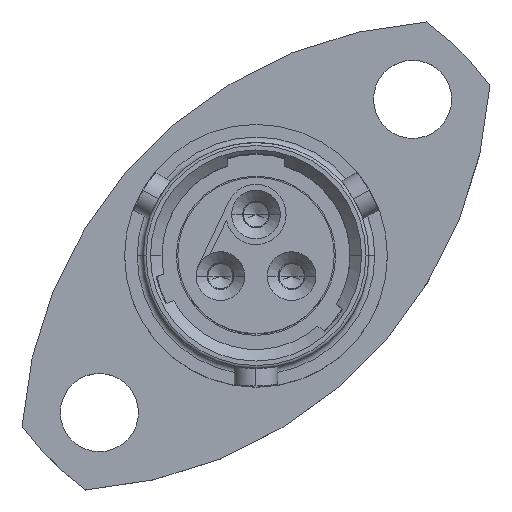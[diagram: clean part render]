
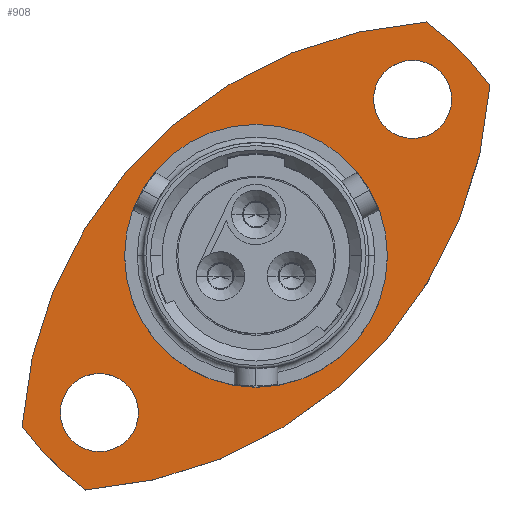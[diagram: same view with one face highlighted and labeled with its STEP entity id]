
A CAD part, top view. The second image highlights one B-rep face of the part: STEP entity #908.
In plain terms, the highlighted planar face has unit normal (0, 0, 1).
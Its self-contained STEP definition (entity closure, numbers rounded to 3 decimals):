
#908 = ADVANCED_FACE ( 'NONE', ( #132295, #102709, #17676, #73212 ), #84449, .T. ) ;
#1211 = AXIS2_PLACEMENT_3D ( 'NONE', #22501, #100093, #33691 ) ;
#4453 = CARTESIAN_POINT ( 'NONE',  ( -4.537, 0., 9.2 ) ) ;
#9482 = ORIENTED_EDGE ( 'NONE', *, *, #114620, .F. ) ;
#10346 = AXIS2_PLACEMENT_3D ( 'NONE', #14860, #92512, #26048 ) ;
#13443 = EDGE_CURVE ( 'NONE', #138696, #120366, #72102, .T. ) ;
#13854 = VERTEX_POINT ( 'NONE', #47566 ) ;
#14860 = CARTESIAN_POINT ( 'NONE',  ( 0., 0., 9.2 ) ) ;
#15848 = VERTEX_POINT ( 'NONE', #43826 ) ;
#17676 = FACE_OUTER_BOUND ( 'NONE', #20483, .T. ) ;
#17962 = CARTESIAN_POINT ( 'NONE',  ( 0., 10., 9.2 ) ) ;
#19458 = AXIS2_PLACEMENT_3D ( 'NONE', #19512, #97135, #30671 ) ;
#19512 = CARTESIAN_POINT ( 'NONE',  ( 0., 0., 9.2 ) ) ;
#20483 = EDGE_LOOP ( 'NONE', ( #57676, #85576, #132251, #123170 ) ) ;
#21215 = EDGE_LOOP ( 'NONE', ( #110653, #51842 ) ) ;
#22501 = CARTESIAN_POINT ( 'NONE',  ( -5.409, -5.409, 9.2 ) ) ;
#23002 = DIRECTION ( 'NONE',  ( 0., 0., 1. ) ) ;
#25750 = DIRECTION ( 'NONE',  ( 0., 0., -1. ) ) ;
#26048 = DIRECTION ( 'NONE',  ( -1., 0., 0. ) ) ;
#26803 = VERTEX_POINT ( 'NONE', #4453 ) ;
#29133 = DIRECTION ( 'NONE',  ( 1., 0., 0. ) ) ;
#29904 = CIRCLE ( 'NONE', #65600, 4.537 ) ;
#30671 = DIRECTION ( 'NONE',  ( -1., 0., 0. ) ) ;
#33510 = CARTESIAN_POINT ( 'NONE',  ( 5.409, 5.409, 9.2 ) ) ;
#33691 = DIRECTION ( 'NONE',  ( 1., 0., 0. ) ) ;
#33971 = CARTESIAN_POINT ( 'NONE',  ( -5.409, -5.409, 9.2 ) ) ;
#34294 = VERTEX_POINT ( 'NONE', #98980 ) ;
#38420 = CARTESIAN_POINT ( 'NONE',  ( 6.887, -6.887, 9.2 ) ) ;
#43826 = CARTESIAN_POINT ( 'NONE',  ( 8.08, 5.892, 9.2 ) ) ;
#44122 = CIRCLE ( 'NONE', #91307, 1.35 ) ;
#44666 = DIRECTION ( 'NONE',  ( 1., 0., 0. ) ) ;
#44909 = DIRECTION ( 'NONE',  ( 0., 0., -1. ) ) ;
#45117 = DIRECTION ( 'NONE',  ( 1., 0., 0. ) ) ;
#46406 = AXIS2_PLACEMENT_3D ( 'NONE', #89479, #23002, #100609 ) ;
#46715 = ORIENTED_EDGE ( 'NONE', *, *, #55194, .T. ) ;
#47566 = CARTESIAN_POINT ( 'NONE',  ( -5.892, -8.08, 9.2 ) ) ;
#49524 = DIRECTION ( 'NONE',  ( 1., 0., 0. ) ) ;
#49979 = CIRCLE ( 'NONE', #62240, 4.537 ) ;
#50695 = CIRCLE ( 'NONE', #67037, 15. ) ;
#51842 = ORIENTED_EDGE ( 'NONE', *, *, #123647, .F. ) ;
#52035 = EDGE_CURVE ( 'NONE', #13854, #34294, #102498, .T. ) ;
#52308 = VERTEX_POINT ( 'NONE', #74611 ) ;
#55194 = EDGE_CURVE ( 'NONE', #120232, #26803, #29904, .T. ) ;
#57676 = ORIENTED_EDGE ( 'NONE', *, *, #135136, .F. ) ;
#57677 = CARTESIAN_POINT ( 'NONE',  ( 6.759, 5.409, 9.2 ) ) ;
#60213 = DIRECTION ( 'NONE',  ( 0., 0., -1. ) ) ;
#62240 = AXIS2_PLACEMENT_3D ( 'NONE', #92222, #25750, #103407 ) ;
#62453 = EDGE_CURVE ( 'NONE', #26803, #120232, #49979, .T. ) ;
#64571 = EDGE_CURVE ( 'NONE', #141233, #143503, #81044, .T. ) ;
#65600 = AXIS2_PLACEMENT_3D ( 'NONE', #111341, #44909, #122483 ) ;
#67037 = AXIS2_PLACEMENT_3D ( 'NONE', #38420, #115984, #49524 ) ;
#68001 = CIRCLE ( 'NONE', #84565, 1.35 ) ;
#72102 = CIRCLE ( 'NONE', #46406, 1.35 ) ;
#73212 = FACE_BOUND ( 'NONE', #76946, .T. ) ;
#74611 = CARTESIAN_POINT ( 'NONE',  ( 5.892, 8.08, 9.2 ) ) ;
#76946 = EDGE_LOOP ( 'NONE', ( #96751, #46715 ) ) ;
#79097 = ORIENTED_EDGE ( 'NONE', *, *, #64571, .F. ) ;
#79777 = EDGE_CURVE ( 'NONE', #34294, #52308, #50695, .T. ) ;
#81044 = CIRCLE ( 'NONE', #1211, 1.35 ) ;
#81284 = CARTESIAN_POINT ( 'NONE',  ( -6.759, -5.409, 9.2 ) ) ;
#83450 = CARTESIAN_POINT ( 'NONE',  ( 4.059, 5.409, 9.2 ) ) ;
#84449 = PLANE ( 'NONE',  #98300 ) ;
#84565 = AXIS2_PLACEMENT_3D ( 'NONE', #33510, #111104, #44666 ) ;
#85576 = ORIENTED_EDGE ( 'NONE', *, *, #138703, .F. ) ;
#89479 = CARTESIAN_POINT ( 'NONE',  ( 5.409, 5.409, 9.2 ) ) ;
#91307 = AXIS2_PLACEMENT_3D ( 'NONE', #33971, #111550, #45117 ) ;
#92222 = CARTESIAN_POINT ( 'NONE',  ( 0., 0., 9.2 ) ) ;
#92512 = DIRECTION ( 'NONE',  ( 0., 0., -1. ) ) ;
#95586 = DIRECTION ( 'NONE',  ( 0., 0., 1. ) ) ;
#96751 = ORIENTED_EDGE ( 'NONE', *, *, #62453, .T. ) ;
#97135 = DIRECTION ( 'NONE',  ( 0., 0., -1. ) ) ;
#98300 = AXIS2_PLACEMENT_3D ( 'NONE', #17962, #95586, #29133 ) ;
#98980 = CARTESIAN_POINT ( 'NONE',  ( -8.08, -5.892, 9.2 ) ) ;
#100093 = DIRECTION ( 'NONE',  ( 0., 0., 1. ) ) ;
#100609 = DIRECTION ( 'NONE',  ( 1., 0., 0. ) ) ;
#100788 = CIRCLE ( 'NONE', #10346, 10. ) ;
#102498 = CIRCLE ( 'NONE', #19458, 10. ) ;
#102709 = FACE_BOUND ( 'NONE', #21215, .T. ) ;
#103407 = DIRECTION ( 'NONE',  ( -1., 0., 0. ) ) ;
#109125 = AXIS2_PLACEMENT_3D ( 'NONE', #126680, #60213, #137852 ) ;
#110653 = ORIENTED_EDGE ( 'NONE', *, *, #13443, .F. ) ;
#111104 = DIRECTION ( 'NONE',  ( 0., 0., 1. ) ) ;
#111341 = CARTESIAN_POINT ( 'NONE',  ( 0., 0., 9.2 ) ) ;
#111550 = DIRECTION ( 'NONE',  ( 0., 0., 1. ) ) ;
#113792 = EDGE_LOOP ( 'NONE', ( #79097, #9482 ) ) ;
#114620 = EDGE_CURVE ( 'NONE', #143503, #141233, #44122, .T. ) ;
#115984 = DIRECTION ( 'NONE',  ( 0., 0., -1. ) ) ;
#116236 = CARTESIAN_POINT ( 'NONE',  ( -4.059, -5.409, 9.2 ) ) ;
#120232 = VERTEX_POINT ( 'NONE', #124730 ) ;
#120366 = VERTEX_POINT ( 'NONE', #83450 ) ;
#122483 = DIRECTION ( 'NONE',  ( -1., 0., 0. ) ) ;
#123170 = ORIENTED_EDGE ( 'NONE', *, *, #52035, .F. ) ;
#123647 = EDGE_CURVE ( 'NONE', #120366, #138696, #68001, .T. ) ;
#124730 = CARTESIAN_POINT ( 'NONE',  ( 4.537, 0., 9.2 ) ) ;
#126680 = CARTESIAN_POINT ( 'NONE',  ( -6.887, 6.887, 9.2 ) ) ;
#132251 = ORIENTED_EDGE ( 'NONE', *, *, #79777, .F. ) ;
#132295 = FACE_BOUND ( 'NONE', #113792, .T. ) ;
#135136 = EDGE_CURVE ( 'NONE', #15848, #13854, #135427, .T. ) ;
#135427 = CIRCLE ( 'NONE', #109125, 15. ) ;
#137852 = DIRECTION ( 'NONE',  ( 1., 0., 0. ) ) ;
#138696 = VERTEX_POINT ( 'NONE', #57677 ) ;
#138703 = EDGE_CURVE ( 'NONE', #52308, #15848, #100788, .T. ) ;
#141233 = VERTEX_POINT ( 'NONE', #116236 ) ;
#143503 = VERTEX_POINT ( 'NONE', #81284 ) ;
